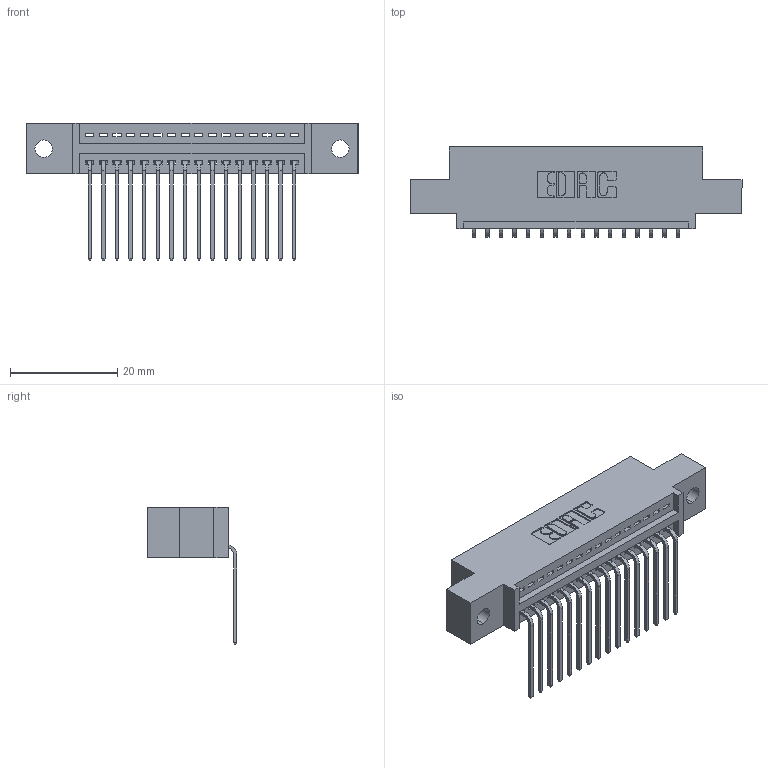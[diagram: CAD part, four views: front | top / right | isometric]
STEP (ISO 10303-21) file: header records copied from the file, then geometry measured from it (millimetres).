
FILE_DESCRIPTION (( 'STEP AP203' ), '1' );
FILE_NAME ('345-016-559-402.STEP', '2018-08-19T01:49:52', ( '' ), ( '' ), 'SwSTEP 2.0', 'SolidWorks 2016', '' );
FILE_SCHEMA (( 'CONFIG_CONTROL_DESIGN' ));
Length unit declared in the file: inch
Products named in the file (3): 345 Part_0.110 Offset - 0.128 Dia; 345-292-001_558 559 Tail - 1; 345-016-559-402
Assembly tree (17 placements, depth 2):
  345-016-559-402
    345 Part_0.110 Offset - 0.128 Dia
    345-292-001_558 559 Tail - 1  x16
Bounding box: 61.85 x 16.75 x 25.53 mm (x, y, z)
Volume: 5604.8 mm3; surface area: 7218.5 mm2
Topology: 17 solids, 17 shells, 1090 faces, 3265 edges, 2154 vertices
Faces by surface type: plane 756, cylinder 334
Entity records: 15761 total; most frequent: CARTESIAN_POINT 2740, ORIENTED_EDGE 2690, DIRECTION 2429, EDGE_CURVE 1345, VECTOR 1149, LINE 1149, VERTEX_POINT 894, AXIS2_PLACEMENT_3D 640
